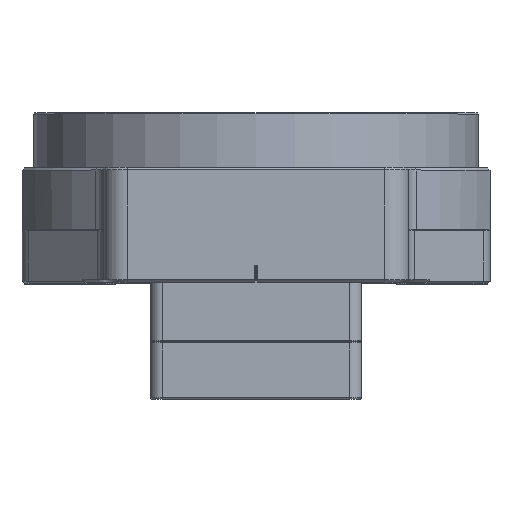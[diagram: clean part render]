
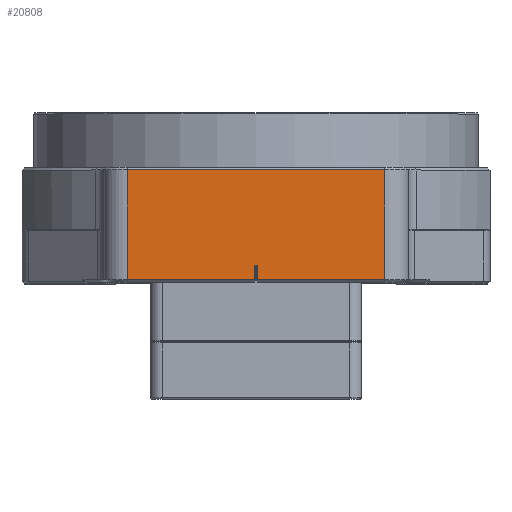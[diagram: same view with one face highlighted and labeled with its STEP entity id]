
A CAD part, top view. The second image highlights one B-rep face of the part: STEP entity #20808.
In plain terms, the highlighted planar face has unit normal (0, 0, 1).
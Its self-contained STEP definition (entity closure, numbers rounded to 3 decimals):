
#147 = DIRECTION ( 'NONE',  ( 0., -1., 0. ) ) ;
#161 = CARTESIAN_POINT ( 'NONE',  ( -55., 49.5, 155. ) ) ;
#189 = VERTEX_POINT ( 'NONE', #9949 ) ;
#198 = LINE ( 'NONE', #161, #15182 ) ;
#203 = CARTESIAN_POINT ( 'NONE',  ( 55., 1.5, 155. ) ) ;
#1814 = CARTESIAN_POINT ( 'NONE',  ( -0.6, 1.5, 155. ) ) ;
#2005 = EDGE_CURVE ( 'NONE', #5875, #36392, #29715, .T. ) ;
#2440 = CARTESIAN_POINT ( 'NONE',  ( 0.6, 7.7, 155. ) ) ;
#3426 = EDGE_LOOP ( 'NONE', ( #25160, #25262, #25219, #26022, #25725, #25793, #26069, #26251 ) ) ;
#4280 = VECTOR ( 'NONE', #29672, 1000. ) ;
#4296 = CARTESIAN_POINT ( 'NONE',  ( 0.6, 1.5, 155. ) ) ;
#4680 = EDGE_CURVE ( 'NONE', #10399, #34167, #33350, .T. ) ;
#4886 = DIRECTION ( 'NONE',  ( 1., 0., 0. ) ) ;
#4917 = CARTESIAN_POINT ( 'NONE',  ( 55., 7.7, 155. ) ) ;
#4927 = LINE ( 'NONE', #4917, #6112 ) ;
#5875 = VERTEX_POINT ( 'NONE', #20125 ) ;
#6112 = VECTOR ( 'NONE', #4886, 1000. ) ;
#7167 = DIRECTION ( 'NONE',  ( 0., -1., 0. ) ) ;
#7174 = CARTESIAN_POINT ( 'NONE',  ( 0.6, 49.5, 155. ) ) ;
#7179 = LINE ( 'NONE', #7174, #10671 ) ;
#7209 = EDGE_CURVE ( 'NONE', #22661, #33930, #4927, .T. ) ;
#9052 = EDGE_CURVE ( 'NONE', #20354, #22661, #22219, .T. ) ;
#9949 = CARTESIAN_POINT ( 'NONE',  ( -55., 1.5, 155. ) ) ;
#10399 = VERTEX_POINT ( 'NONE', #4296 ) ;
#10671 = VECTOR ( 'NONE', #7167, 1000. ) ;
#11437 = AXIS2_PLACEMENT_3D ( 'NONE', #34521, #34506, #34469 ) ;
#14169 = CARTESIAN_POINT ( 'NONE',  ( -0.6, 7.7, 155. ) ) ;
#14782 = CARTESIAN_POINT ( 'NONE',  ( -55., 48.5, 155. ) ) ;
#15182 = VECTOR ( 'NONE', #147, 1000. ) ;
#15253 = EDGE_CURVE ( 'NONE', #5875, #34167, #27112, .T. ) ;
#18244 = EDGE_CURVE ( 'NONE', #189, #20354, #25008, .T. ) ;
#20125 = CARTESIAN_POINT ( 'NONE',  ( 55., 48.5, 155. ) ) ;
#20354 = VERTEX_POINT ( 'NONE', #1814 ) ;
#20808 = ADVANCED_FACE ( 'NONE', ( #34571 ), #34566, .F. ) ;
#22174 = DIRECTION ( 'NONE',  ( 0., 1., 0. ) ) ;
#22210 = CARTESIAN_POINT ( 'NONE',  ( -0.6, 49.5, 155. ) ) ;
#22219 = LINE ( 'NONE', #22210, #24469 ) ;
#22661 = VERTEX_POINT ( 'NONE', #14169 ) ;
#23142 = DIRECTION ( 'NONE',  ( 0., -1., 0. ) ) ;
#23148 = CARTESIAN_POINT ( 'NONE',  ( 55., 49.5, 155. ) ) ;
#24469 = VECTOR ( 'NONE', #22174, 1000. ) ;
#24968 = DIRECTION ( 'NONE',  ( 1., 0., 0. ) ) ;
#24972 = CARTESIAN_POINT ( 'NONE',  ( -0.1, 1.5, 155. ) ) ;
#25008 = LINE ( 'NONE', #24972, #25885 ) ;
#25160 = ORIENTED_EDGE ( 'NONE', *, *, #7209, .T. ) ;
#25219 = ORIENTED_EDGE ( 'NONE', *, *, #4680, .T. ) ;
#25262 = ORIENTED_EDGE ( 'NONE', *, *, #30244, .T. ) ;
#25725 = ORIENTED_EDGE ( 'NONE', *, *, #2005, .T. ) ;
#25793 = ORIENTED_EDGE ( 'NONE', *, *, #34179, .T. ) ;
#25885 = VECTOR ( 'NONE', #24968, 1000. ) ;
#26022 = ORIENTED_EDGE ( 'NONE', *, *, #15253, .F. ) ;
#26069 = ORIENTED_EDGE ( 'NONE', *, *, #18244, .T. ) ;
#26251 = ORIENTED_EDGE ( 'NONE', *, *, #9052, .T. ) ;
#27112 = LINE ( 'NONE', #23148, #30977 ) ;
#29672 = DIRECTION ( 'NONE',  ( -1., 0., 0. ) ) ;
#29680 = CARTESIAN_POINT ( 'NONE',  ( -55., 48.5, 155. ) ) ;
#29715 = LINE ( 'NONE', #29680, #4280 ) ;
#30244 = EDGE_CURVE ( 'NONE', #33930, #10399, #7179, .T. ) ;
#30977 = VECTOR ( 'NONE', #23142, 1000. ) ;
#33339 = DIRECTION ( 'NONE',  ( 1., 0., 0. ) ) ;
#33346 = CARTESIAN_POINT ( 'NONE',  ( 55., 1.5, 155. ) ) ;
#33350 = LINE ( 'NONE', #33346, #37819 ) ;
#33930 = VERTEX_POINT ( 'NONE', #2440 ) ;
#34167 = VERTEX_POINT ( 'NONE', #203 ) ;
#34179 = EDGE_CURVE ( 'NONE', #36392, #189, #198, .T. ) ;
#34469 = DIRECTION ( 'NONE',  ( -1., 0., 0. ) ) ;
#34506 = DIRECTION ( 'NONE',  ( 0., 0., -1. ) ) ;
#34521 = CARTESIAN_POINT ( 'NONE',  ( 55., 49.5, 155. ) ) ;
#34566 = PLANE ( 'NONE',  #11437 ) ;
#34571 = FACE_OUTER_BOUND ( 'NONE', #3426, .T. ) ;
#36392 = VERTEX_POINT ( 'NONE', #14782 ) ;
#37819 = VECTOR ( 'NONE', #33339, 1000. ) ;
